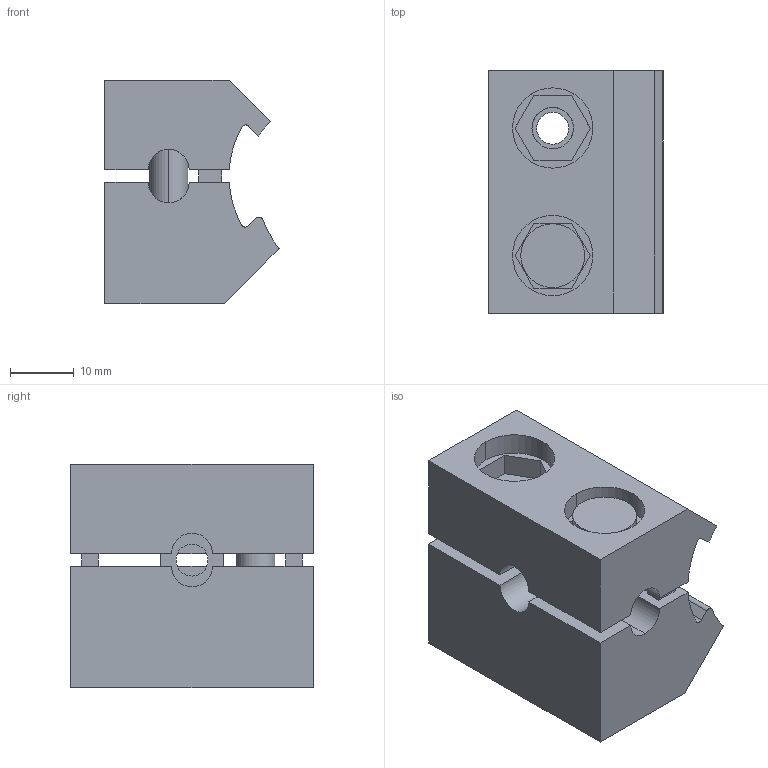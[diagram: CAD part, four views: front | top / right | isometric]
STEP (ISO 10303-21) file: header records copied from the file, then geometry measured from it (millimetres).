
FILE_DESCRIPTION (( 'STEP AP203' ), '1' );
FILE_NAME ('25.09.06.00131.step', '2022-11-07T19:14:03', ( '' ), ( '' ), 'SwSTEP 2.0', 'SolidWorks 2021', '' );
FILE_SCHEMA (( 'CONFIG_CONTROL_DESIGN' ));
Length unit declared in the file: millimetre
Products named in the file (1): 25.09.06.00131
Bounding box: 27.3 x 38 x 35 mm (x, y, z)
Volume: 24018 mm3; surface area: 11452.1 mm2
Topology: 5 solids, 5 shells, 150 faces, 399 edges, 266 vertices
Faces by surface type: plane 95, cylinder 55
Entity records: 5748 total; most frequent: CARTESIAN_POINT 1845, ORIENTED_EDGE 798, DIRECTION 785, EDGE_CURVE 399, VECTOR 273, LINE 273, VERTEX_POINT 266, AXIS2_PLACEMENT_3D 256
